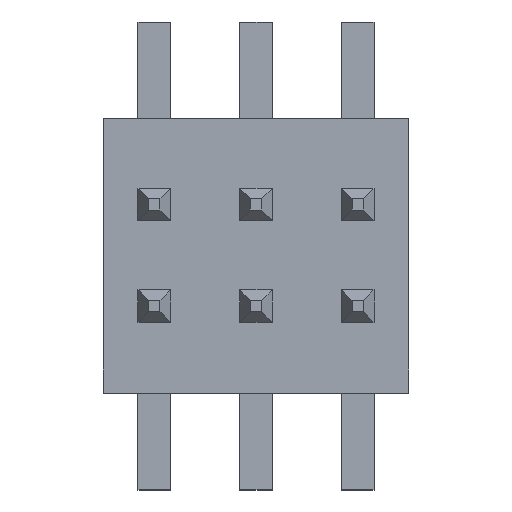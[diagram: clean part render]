
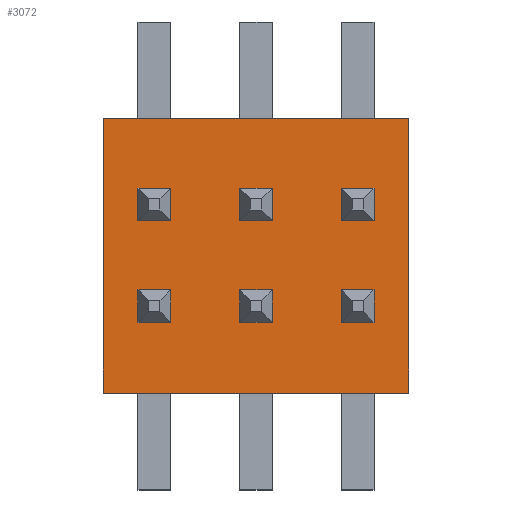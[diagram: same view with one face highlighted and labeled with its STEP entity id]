
A CAD part, top view. The second image highlights one B-rep face of the part: STEP entity #3072.
In plain terms, the highlighted face is planar.
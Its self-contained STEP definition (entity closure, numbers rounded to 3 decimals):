
#2940 = EDGE_CURVE('',#2941,#2943,#2945,.T.);
#2941 = VERTEX_POINT('',#2942);
#2942 = CARTESIAN_POINT('',(-1.905,1.753,-1.715));
#2943 = VERTEX_POINT('',#2944);
#2944 = CARTESIAN_POINT('',(-1.905,1.753,1.715));
#2945 = LINE('',#2946,#2947);
#2946 = CARTESIAN_POINT('',(-1.905,1.753,-1.715));
#2947 = VECTOR('',#2948,1.);
#2948 = DIRECTION('',(0.,0.,1.));
#2980 = EDGE_CURVE('',#2943,#2981,#2983,.T.);
#2981 = VERTEX_POINT('',#2982);
#2982 = CARTESIAN_POINT('',(1.905,1.753,1.715));
#2983 = LINE('',#2984,#2985);
#2984 = CARTESIAN_POINT('',(-1.905,1.753,1.715));
#2985 = VECTOR('',#2986,1.);
#2986 = DIRECTION('',(1.,0.,0.));
#3011 = EDGE_CURVE('',#2981,#3012,#3014,.T.);
#3012 = VERTEX_POINT('',#3013);
#3013 = CARTESIAN_POINT('',(1.905,1.753,-1.715));
#3014 = LINE('',#3015,#3016);
#3015 = CARTESIAN_POINT('',(1.905,1.753,1.715));
#3016 = VECTOR('',#3017,1.);
#3017 = DIRECTION('',(0.,0.,-1.));
#3042 = EDGE_CURVE('',#3012,#2941,#3043,.T.);
#3043 = LINE('',#3044,#3045);
#3044 = CARTESIAN_POINT('',(1.905,1.753,-1.715));
#3045 = VECTOR('',#3046,1.);
#3046 = DIRECTION('',(-1.,0.,0.));
#3072 = ADVANCED_FACE('',(#3073),#3079,.T.);
#3073 = FACE_BOUND('',#3074,.T.);
#3074 = EDGE_LOOP('',(#3075,#3076,#3077,#3078));
#3075 = ORIENTED_EDGE('',*,*,#2940,.T.);
#3076 = ORIENTED_EDGE('',*,*,#2980,.T.);
#3077 = ORIENTED_EDGE('',*,*,#3011,.T.);
#3078 = ORIENTED_EDGE('',*,*,#3042,.T.);
#3079 = PLANE('',#3080);
#3080 = AXIS2_PLACEMENT_3D('',#3081,#3082,#3083);
#3081 = CARTESIAN_POINT('',(0.,1.753,0.));
#3082 = DIRECTION('',(0.,1.,0.));
#3083 = DIRECTION('',(0.,-0.,1.));
